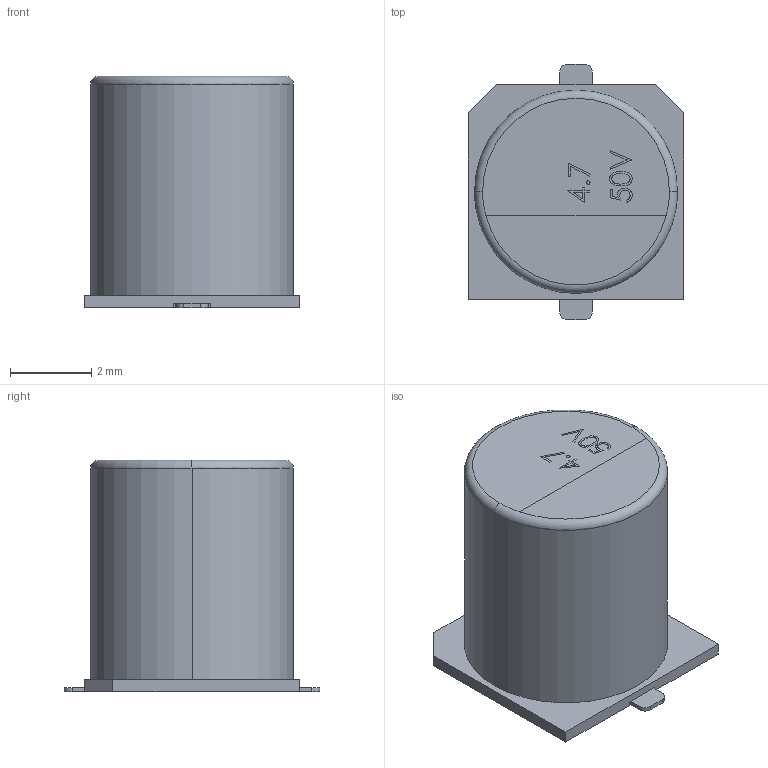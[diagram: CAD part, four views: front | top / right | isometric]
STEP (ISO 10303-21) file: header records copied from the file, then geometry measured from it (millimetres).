
FILE_DESCRIPTION (( 'STEP AP214' ), '1' );
FILE_NAME ('User Library-5x5.4.STEP', '2016-02-07T01:47:38', ( 'Windows User' ), ( '' ), 'SwSTEP 2.0', 'SolidWorks 2016', '' );
FILE_SCHEMA (( 'AUTOMOTIVE_DESIGN' ));
Length unit declared in the file: millimetre
Products named in the file (1): User Library-5x5.4
Bounding box: 5.3 x 6.3 x 5.7 mm (x, y, z)
Volume: 114.2 mm3; surface area: 192.5 mm2
Topology: 4 solids, 4 shells, 102 faces, 254 edges, 168 vertices
Faces by surface type: plane 72, bspline 21, cylinder 7, torus 2
Entity records: 5204 total; most frequent: CARTESIAN_POINT 1994, ORIENTED_EDGE 508, DIRECTION 395, EDGE_CURVE 254, LINE 193, VECTOR 193, VERTEX_POINT 168, EDGE_LOOP 110
